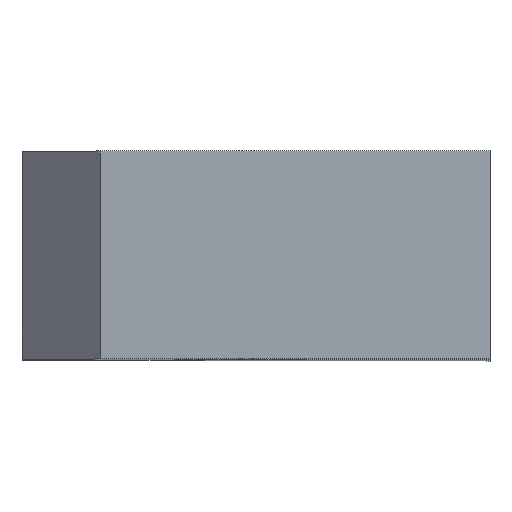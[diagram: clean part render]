
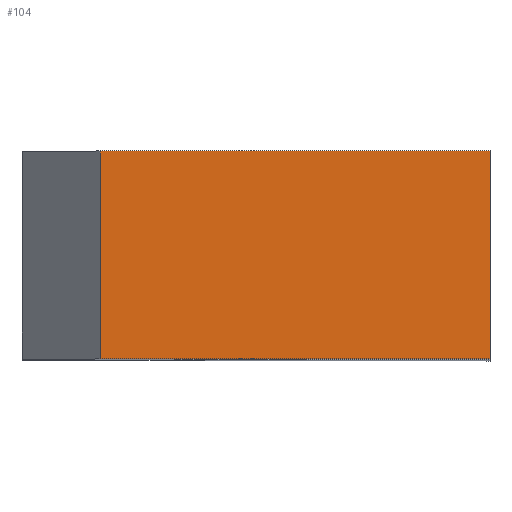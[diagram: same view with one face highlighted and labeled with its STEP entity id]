
A CAD part, top view. The second image highlights one B-rep face of the part: STEP entity #104.
In plain terms, the highlighted planar face has unit normal (0, 0, 1).
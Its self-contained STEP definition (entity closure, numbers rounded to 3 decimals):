
#83=EDGE_CURVE('241[3]',#209,#210,#211,.T.);
#88=EDGE_CURVE('241[3]',#209,#217,#218,.T.);
#104=ADVANCED_FACE('241[3]',(#238),#239,.T.);
#121=EDGE_CURVE('241[3]',#261,#210,#262,.T.);
#140=EDGE_CURVE('241[3]',#217,#261,#283,.T.);
#209=VERTEX_POINT('',#359);
#210=VERTEX_POINT('',#360);
#211=LINE('',#361,#362);
#217=VERTEX_POINT('',#370);
#218=LINE('',#371,#372);
#238=FACE_OUTER_BOUND('',#404,.T.);
#239=PLANE('',#405);
#261=VERTEX_POINT('',#435);
#262=LINE('',#436,#437);
#283=LINE('',#474,#475);
#359=CARTESIAN_POINT('',(3.0,0.,5.995));
#360=CARTESIAN_POINT('',(3.0,-4.0,5.995));
#361=CARTESIAN_POINT('',(3.0,0.,5.995));
#362=VECTOR('',#546,1.0);
#370=CARTESIAN_POINT('',(-4.5,0.,5.995));
#371=CARTESIAN_POINT('',(3.0,0.,5.995));
#372=VECTOR('',#555,1.0);
#404=EDGE_LOOP('',(#571,#572,#573,#574));
#405=AXIS2_PLACEMENT_3D('',#575,#576,#577);
#435=CARTESIAN_POINT('',(-4.5,-4.0,5.995));
#436=CARTESIAN_POINT('',(3.0,-4.0,5.995));
#437=VECTOR('',#601,1.0);
#474=CARTESIAN_POINT('',(-4.5,0.,5.995));
#475=VECTOR('',#617,1.0);
#546=DIRECTION('',(0.,-1.0,0.));
#555=DIRECTION('',(-1.0,0.,0.));
#571=ORIENTED_EDGE('',*,*,#121,.T.);
#572=ORIENTED_EDGE('',*,*,#83,.F.);
#573=ORIENTED_EDGE('',*,*,#88,.T.);
#574=ORIENTED_EDGE('',*,*,#140,.T.);
#575=CARTESIAN_POINT('',(-0.75,0.,5.995));
#576=DIRECTION('',(0.,0.,1.0));
#577=DIRECTION('',(-1.0,0.,0.));
#601=DIRECTION('',(1.0,0.,0.));
#617=DIRECTION('',(0.,-1.0,0.));
